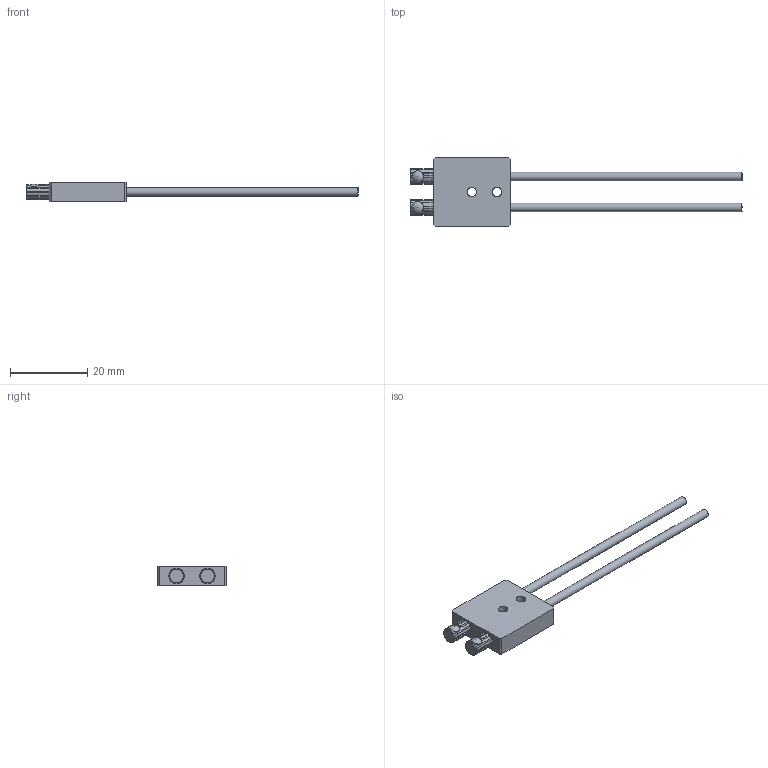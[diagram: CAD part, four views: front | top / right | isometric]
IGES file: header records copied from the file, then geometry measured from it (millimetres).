
Global section: file name: GPF-D023-LF-2.0; native system: Autodesk Inventor 2018; preprocessor: unknown; author: Y.U.HONG; date: 20181214.134214; units: millimetre
Bounding box: 86 x 18 x 5 mm (x, y, z)
Volume: 2344.6 mm3; surface area: 2186.6 mm2
Topology: 1 solids, 1 shells, 164 faces, 458 edges, 298 vertices
Faces by surface type: bspline 164
